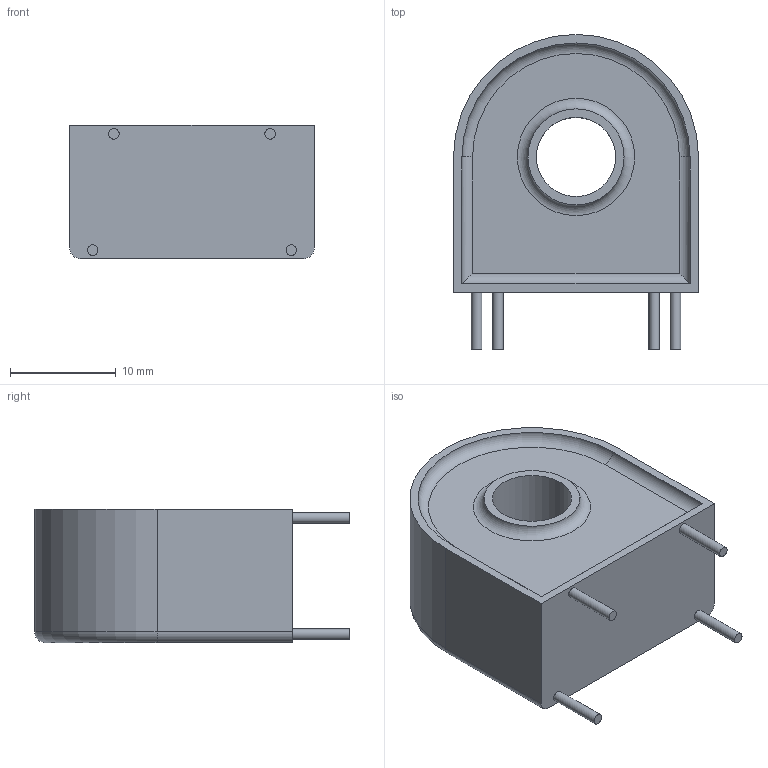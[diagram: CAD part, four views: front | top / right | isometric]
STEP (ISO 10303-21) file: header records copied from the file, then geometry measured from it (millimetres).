
FILE_DESCRIPTION( ( '' ), ' ' );
FILE_NAME( '59a021387d6d2e105b010e94.step', '2017-08-25T13:08:36', ( '' ), ( '' ), ' ', ' ', ' ' );
FILE_SCHEMA( ( 'AUTOMOTIVE_DESIGN { 1 0 10303 214 1 1 1 1 }' ) );
Length unit declared in the file: metre
Products named in the file (5): 1; 2; 3; 4; 5
Bounding box: 23.18 x 29.8 x 12.6 mm (x, y, z)
Volume: 5488 mm3; surface area: 2396.9 mm2
Topology: 5 solids, 5 shells, 30 faces, 52 edges, 34 vertices
Faces by surface type: plane 15, cylinder 11, torus 4
Full cylindrical faces by diameter (mm): 1 x4, 7.5 x1
Entity records: 982 total; most frequent: DIRECTION 140, CARTESIAN_POINT 112, ORIENTED_EDGE 88, AXIS2_PLACEMENT_3D 61, EDGE_CURVE 44, EDGE_LOOP 41, FACE_OUTER_BOUND 37, VERTEX_POINT 33
